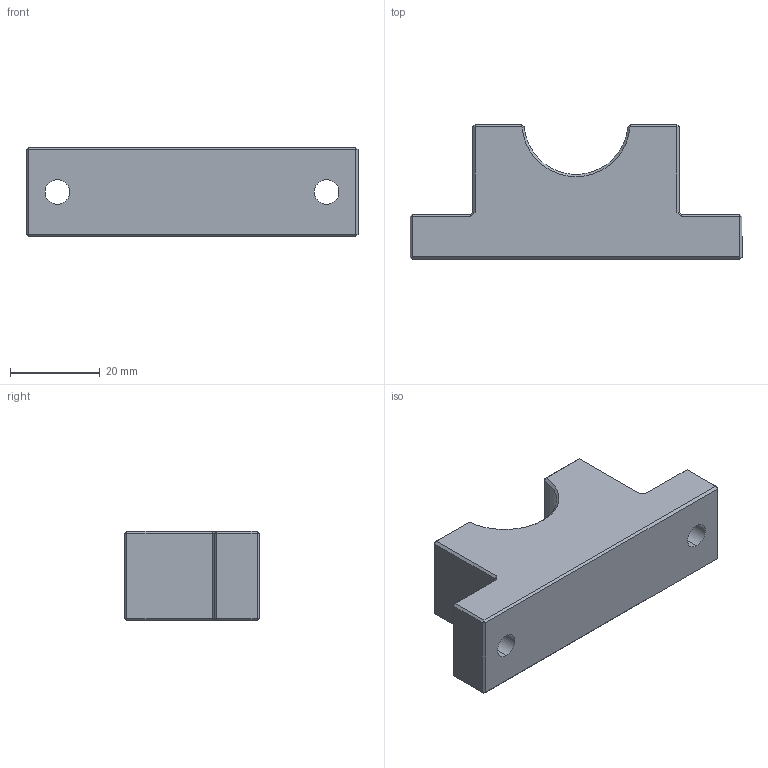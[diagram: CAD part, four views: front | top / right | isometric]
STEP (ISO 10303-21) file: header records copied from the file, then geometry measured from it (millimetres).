
FILE_DESCRIPTION (( 'STEP AP214' ), '1' );
FILE_NAME ('Feed-Halter_Base.STEP', '2026-01-08T15:50:57', ( '' ), ( '' ), 'SwSTEP 2.0', 'SolidWorks 2021', '' );
FILE_SCHEMA (( 'AUTOMOTIVE_DESIGN' ));
Length unit declared in the file: millimetre
Products named in the file (1): Feed-Halter_Base
Bounding box: 74 x 30 x 20 mm (x, y, z)
Volume: 27118.2 mm3; surface area: 8214.4 mm2
Topology: 1 solids, 1 shells, 90 faces, 184 edges, 100 vertices
Faces by surface type: plane 63, cone 14, cylinder 13
Entity records: 2310 total; most frequent: DIRECTION 402, CARTESIAN_POINT 387, ORIENTED_EDGE 368, EDGE_CURVE 184, VECTOR 140, LINE 140, AXIS2_PLACEMENT_3D 131, VERTEX_POINT 100
